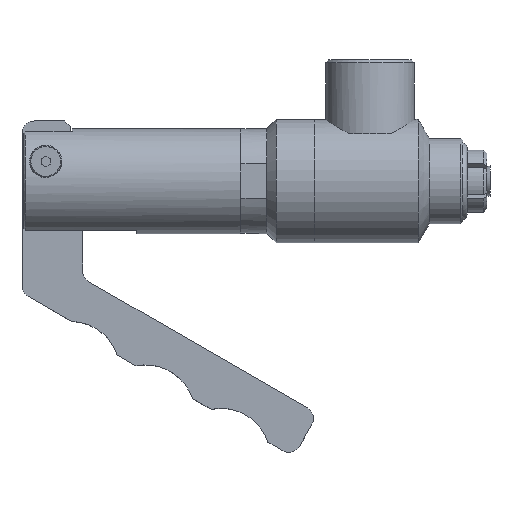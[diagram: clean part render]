
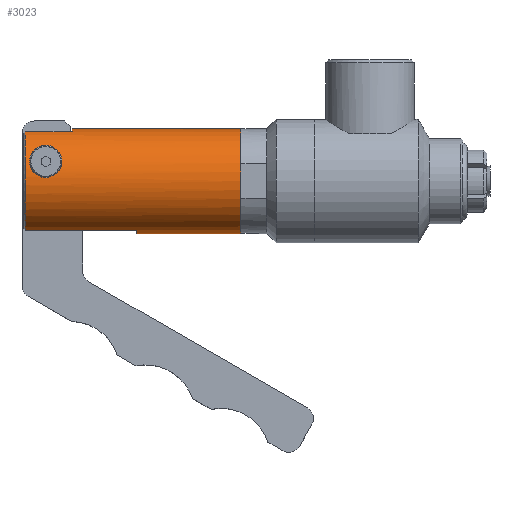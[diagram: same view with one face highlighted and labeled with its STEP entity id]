
A CAD part, top view. The second image highlights one B-rep face of the part: STEP entity #3023.
In plain terms, the highlighted cylindrical face has radius 13.462 mm (diameter 26.924 mm), a full revolution.
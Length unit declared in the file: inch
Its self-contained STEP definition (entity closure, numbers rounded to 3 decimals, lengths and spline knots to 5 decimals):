
#51=B_SPLINE_CURVE_WITH_KNOTS('',3,(#4344,#4345,#4346,#4347,#4348,#4349,
#4350,#4351,#4352,#4353,#4354,#4355,#4356,#4357,#4358,#4359,#4360,#4361,
#4362,#4363,#4364,#4365,#4366,#4367,#4368,#4369,#4370,#4371,#4372,#4373,
#4374,#4375,#4376,#4377),.UNSPECIFIED.,.T.,.F.,(4,2,2,2,2,2,2,2,2,2,2,2,
2,2,2,2,4),(0.,0.15668,0.31335,0.47644,0.63953,
0.82205,1.00457,1.16495,1.32534,1.48572,
1.64611,1.82862,2.01114,2.17423,2.33732,
2.494,2.65068),.UNSPECIFIED.);
#52=B_SPLINE_CURVE_WITH_KNOTS('',3,(#4380,#4381,#4382,#4383,#4384,#4385,
#4386,#4387,#4388,#4389,#4390,#4391,#4392,#4393,#4394,#4395,#4396,#4397,
#4398,#4399,#4400,#4401,#4402,#4403,#4404,#4405,#4406,#4407,#4408,#4409,
#4410,#4411,#4412,#4413),.UNSPECIFIED.,.T.,.F.,(4,2,2,2,2,2,2,2,2,2,2,2,
2,2,2,2,4),(0.,0.0905,0.18099,0.27693,0.37288,
0.47505,0.57722,0.66858,0.75994,
0.8513,0.94266,1.04483,1.147,1.24294,
1.33888,1.42938,1.51987),.UNSPECIFIED.);
#343=LINE('',#5447,#585);
#344=LINE('',#5449,#586);
#345=LINE('',#5453,#587);
#346=LINE('',#5457,#588);
#585=VECTOR('',#4060,0.475);
#586=VECTOR('',#4061,0.475);
#587=VECTOR('',#4064,1.125);
#588=VECTOR('',#4067,1.125);
#722=FACE_BOUND('',#1090,.T.);
#723=FACE_BOUND('',#1091,.T.);
#724=FACE_BOUND('',#1092,.T.);
#896=FACE_OUTER_BOUND('',#1089,.T.);
#1089=EDGE_LOOP('',(#2727));
#1090=EDGE_LOOP('',(#2728));
#1091=EDGE_LOOP('',(#2729));
#1092=EDGE_LOOP('',(#2730,#2731,#2732,#2733,#2734,#2735,#2736,#2737));
#1240=CIRCLE('',#3293,0.53);
#1241=CIRCLE('',#3295,0.53);
#1242=CIRCLE('',#3296,0.53);
#1243=CIRCLE('',#3297,0.53);
#1244=CIRCLE('',#3298,0.53);
#1321=VERTEX_POINT('',#4343);
#1322=VERTEX_POINT('',#4379);
#1526=VERTEX_POINT('',#5435);
#1527=VERTEX_POINT('',#5436);
#1530=VERTEX_POINT('',#5444);
#1531=VERTEX_POINT('',#5446);
#1532=VERTEX_POINT('',#5448);
#1533=VERTEX_POINT('',#5450);
#1534=VERTEX_POINT('',#5452);
#1535=VERTEX_POINT('',#5454);
#1536=VERTEX_POINT('',#5456);
#1643=EDGE_CURVE('',#1321,#1321,#51,.T.);
#1644=EDGE_CURVE('',#1322,#1322,#52,.T.);
#1944=EDGE_CURVE('',#1526,#1527,#1240,.T.);
#1948=EDGE_CURVE('',#1530,#1530,#1241,.T.);
#1949=EDGE_CURVE('',#1531,#1526,#343,.T.);
#1950=EDGE_CURVE('',#1527,#1532,#344,.T.);
#1951=EDGE_CURVE('',#1532,#1533,#1242,.T.);
#1952=EDGE_CURVE('',#1533,#1534,#345,.T.);
#1953=EDGE_CURVE('',#1534,#1535,#1243,.T.);
#1954=EDGE_CURVE('',#1535,#1536,#346,.T.);
#1955=EDGE_CURVE('',#1536,#1531,#1244,.T.);
#2727=ORIENTED_EDGE('',*,*,#1948,.F.);
#2728=ORIENTED_EDGE('',*,*,#1643,.T.);
#2729=ORIENTED_EDGE('',*,*,#1644,.T.);
#2730=ORIENTED_EDGE('',*,*,#1949,.T.);
#2731=ORIENTED_EDGE('',*,*,#1944,.T.);
#2732=ORIENTED_EDGE('',*,*,#1950,.T.);
#2733=ORIENTED_EDGE('',*,*,#1951,.T.);
#2734=ORIENTED_EDGE('',*,*,#1952,.T.);
#2735=ORIENTED_EDGE('',*,*,#1953,.T.);
#2736=ORIENTED_EDGE('',*,*,#1954,.T.);
#2737=ORIENTED_EDGE('',*,*,#1955,.T.);
#2872=CYLINDRICAL_SURFACE('',#3294,0.53);
#3023=ADVANCED_FACE('',(#896,#722,#723,#724),#2872,.T.);
#3293=AXIS2_PLACEMENT_3D('',#5437,#4051,#4052);
#3294=AXIS2_PLACEMENT_3D('',#5443,#4056,#4057);
#3295=AXIS2_PLACEMENT_3D('',#5445,#4058,#4059);
#3296=AXIS2_PLACEMENT_3D('',#5451,#4062,#4063);
#3297=AXIS2_PLACEMENT_3D('',#5455,#4065,#4066);
#3298=AXIS2_PLACEMENT_3D('',#5458,#4068,#4069);
#4051=DIRECTION('center_axis',(1.,0.,0.));
#4052=DIRECTION('ref_axis',(0.,1.,0.));
#4056=DIRECTION('center_axis',(1.,0.,0.));
#4057=DIRECTION('ref_axis',(0.,1.,0.));
#4058=DIRECTION('center_axis',(1.,0.,0.));
#4059=DIRECTION('ref_axis',(0.,1.,0.));
#4060=DIRECTION('',(1.,0.,0.));
#4061=DIRECTION('',(-1.,0.,0.));
#4062=DIRECTION('center_axis',(1.,0.,0.));
#4063=DIRECTION('ref_axis',(0.,1.,0.));
#4064=DIRECTION('',(1.,0.,0.));
#4065=DIRECTION('center_axis',(1.,0.,0.));
#4066=DIRECTION('ref_axis',(0.,1.,0.));
#4067=DIRECTION('',(-1.,0.,0.));
#4068=DIRECTION('center_axis',(1.,0.,0.));
#4069=DIRECTION('ref_axis',(0.,1.,0.));
#4343=CARTESIAN_POINT('',(0.22,0.036,0.52878));
#4344=CARTESIAN_POINT('Ctrl Pts',(0.22,0.036,0.52878));
#4345=CARTESIAN_POINT('Ctrl Pts',(0.19944,0.036,0.52878));
#4346=CARTESIAN_POINT('Ctrl Pts',(0.17751,0.04011,
0.52855));
#4347=CARTESIAN_POINT('Ctrl Pts',(0.1372,0.05677,
0.52702));
#4348=CARTESIAN_POINT('Ctrl Pts',(0.11882,0.06932,
0.52565));
#4349=CARTESIAN_POINT('Ctrl Pts',(0.08926,0.09873,
0.52094));
#4350=CARTESIAN_POINT('Ctrl Pts',(0.07646,0.11769,
0.5172));
#4351=CARTESIAN_POINT('Ctrl Pts',(0.05984,0.15843,
0.50621));
#4352=CARTESIAN_POINT('Ctrl Pts',(0.056,0.18018,
0.49889));
#4353=CARTESIAN_POINT('Ctrl Pts',(0.056,0.22218,
0.48178));
#4354=CARTESIAN_POINT('Ctrl Pts',(0.06071,0.24507,
0.47054));
#4355=CARTESIAN_POINT('Ctrl Pts',(0.07879,0.28639,
0.4466));
#4356=CARTESIAN_POINT('Ctrl Pts',(0.09211,0.30485,0.43394));
#4357=CARTESIAN_POINT('Ctrl Pts',(0.12121,0.33224,0.41325));
#4358=CARTESIAN_POINT('Ctrl Pts',(0.13847,0.34384,0.40347));
#4359=CARTESIAN_POINT('Ctrl Pts',(0.1773,0.35973,0.38937));
#4360=CARTESIAN_POINT('Ctrl Pts',(0.19895,0.364,0.38523));
#4361=CARTESIAN_POINT('Ctrl Pts',(0.24105,0.364,0.38523));
#4362=CARTESIAN_POINT('Ctrl Pts',(0.2627,0.35973,0.38937));
#4363=CARTESIAN_POINT('Ctrl Pts',(0.30153,0.34384,0.40347));
#4364=CARTESIAN_POINT('Ctrl Pts',(0.31879,0.33224,0.41325));
#4365=CARTESIAN_POINT('Ctrl Pts',(0.34789,0.30485,0.43394));
#4366=CARTESIAN_POINT('Ctrl Pts',(0.36121,0.28639,0.4466));
#4367=CARTESIAN_POINT('Ctrl Pts',(0.37929,0.24507,0.47054));
#4368=CARTESIAN_POINT('Ctrl Pts',(0.384,0.22218,0.48178));
#4369=CARTESIAN_POINT('Ctrl Pts',(0.384,0.18018,0.49889));
#4370=CARTESIAN_POINT('Ctrl Pts',(0.38016,0.15843,0.50621));
#4371=CARTESIAN_POINT('Ctrl Pts',(0.36354,0.11769,0.5172));
#4372=CARTESIAN_POINT('Ctrl Pts',(0.35074,0.09873,0.52094));
#4373=CARTESIAN_POINT('Ctrl Pts',(0.32118,0.06932,
0.52565));
#4374=CARTESIAN_POINT('Ctrl Pts',(0.3028,0.05677,
0.52702));
#4375=CARTESIAN_POINT('Ctrl Pts',(0.26249,0.04011,
0.52855));
#4376=CARTESIAN_POINT('Ctrl Pts',(0.24056,0.036,0.52878));
#4377=CARTESIAN_POINT('Ctrl Pts',(0.22,0.036,0.52878));
#4379=CARTESIAN_POINT('',(0.22,0.105,-0.51949));
#4380=CARTESIAN_POINT('Ctrl Pts',(0.22,0.105,-0.51949));
#4381=CARTESIAN_POINT('Ctrl Pts',(0.23188,0.105,-0.51949));
#4382=CARTESIAN_POINT('Ctrl Pts',(0.24453,0.10737,-0.51903));
#4383=CARTESIAN_POINT('Ctrl Pts',(0.26776,0.11692,-0.51697));
#4384=CARTESIAN_POINT('Ctrl Pts',(0.27833,0.12411,-0.51533));
#4385=CARTESIAN_POINT('Ctrl Pts',(0.29549,0.141,-0.51098));
#4386=CARTESIAN_POINT('Ctrl Pts',(0.30296,0.15198,-0.50789));
#4387=CARTESIAN_POINT('Ctrl Pts',(0.31272,0.17565,-0.5002));
#4388=CARTESIAN_POINT('Ctrl Pts',(0.315,0.18834,-0.49557));
#4389=CARTESIAN_POINT('Ctrl Pts',(0.315,0.21242,-0.48576));
#4390=CARTESIAN_POINT('Ctrl Pts',(0.31244,0.22547,-0.47984));
#4391=CARTESIAN_POINT('Ctrl Pts',(0.30222,0.24932,-0.46788));
#4392=CARTESIAN_POINT('Ctrl Pts',(0.29458,0.26015,-0.46187));
#4393=CARTESIAN_POINT('Ctrl Pts',(0.27755,0.27639,-0.45231));
#4394=CARTESIAN_POINT('Ctrl Pts',(0.26734,0.28328,-0.44798));
#4395=CARTESIAN_POINT('Ctrl Pts',(0.24456,0.29259,-0.44195));
#4396=CARTESIAN_POINT('Ctrl Pts',(0.23199,0.295,-0.44031));
#4397=CARTESIAN_POINT('Ctrl Pts',(0.20801,0.295,-0.44031));
#4398=CARTESIAN_POINT('Ctrl Pts',(0.19544,0.29259,-0.44195));
#4399=CARTESIAN_POINT('Ctrl Pts',(0.17266,0.28328,-0.44798));
#4400=CARTESIAN_POINT('Ctrl Pts',(0.16245,0.27639,-0.45231));
#4401=CARTESIAN_POINT('Ctrl Pts',(0.14542,0.26015,-0.46187));
#4402=CARTESIAN_POINT('Ctrl Pts',(0.13778,0.24932,-0.46788));
#4403=CARTESIAN_POINT('Ctrl Pts',(0.12756,0.22547,-0.47984));
#4404=CARTESIAN_POINT('Ctrl Pts',(0.125,0.21242,-0.48576));
#4405=CARTESIAN_POINT('Ctrl Pts',(0.125,0.18834,-0.49557));
#4406=CARTESIAN_POINT('Ctrl Pts',(0.12728,0.17565,-0.5002));
#4407=CARTESIAN_POINT('Ctrl Pts',(0.13704,0.15198,-0.50789));
#4408=CARTESIAN_POINT('Ctrl Pts',(0.14451,0.141,-0.51098));
#4409=CARTESIAN_POINT('Ctrl Pts',(0.16167,0.12411,-0.51533));
#4410=CARTESIAN_POINT('Ctrl Pts',(0.17224,0.11692,-0.51697));
#4411=CARTESIAN_POINT('Ctrl Pts',(0.19547,0.10737,-0.51903));
#4412=CARTESIAN_POINT('Ctrl Pts',(0.20812,0.105,-0.51949));
#4413=CARTESIAN_POINT('Ctrl Pts',(0.22,0.105,-0.51949));
#5435=CARTESIAN_POINT('',(0.49,0.49939,-0.1775));
#5436=CARTESIAN_POINT('',(0.49,0.49939,0.1775));
#5437=CARTESIAN_POINT('Origin',(0.49,0.,0.));
#5443=CARTESIAN_POINT('Origin',(1.105,0.,0.));
#5444=CARTESIAN_POINT('',(2.195,0.53,0.));
#5445=CARTESIAN_POINT('Origin',(2.195,0.,0.));
#5446=CARTESIAN_POINT('',(0.015,0.49939,-0.1775));
#5447=CARTESIAN_POINT('',(1.105,0.49939,-0.1775));
#5448=CARTESIAN_POINT('',(0.015,0.49939,0.1775));
#5449=CARTESIAN_POINT('',(1.105,0.49939,0.1775));
#5450=CARTESIAN_POINT('',(0.015,-0.49939,0.1775));
#5451=CARTESIAN_POINT('Origin',(0.015,0.,0.));
#5452=CARTESIAN_POINT('',(1.14,-0.49939,0.1775));
#5453=CARTESIAN_POINT('',(1.105,-0.49939,0.1775));
#5454=CARTESIAN_POINT('',(1.14,-0.49939,-0.1775));
#5455=CARTESIAN_POINT('Origin',(1.14,0.,0.));
#5456=CARTESIAN_POINT('',(0.015,-0.49939,-0.1775));
#5457=CARTESIAN_POINT('',(1.105,-0.49939,-0.1775));
#5458=CARTESIAN_POINT('Origin',(0.015,0.,0.));
